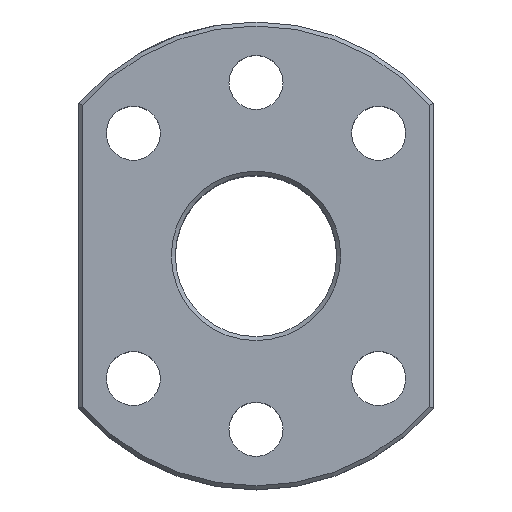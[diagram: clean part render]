
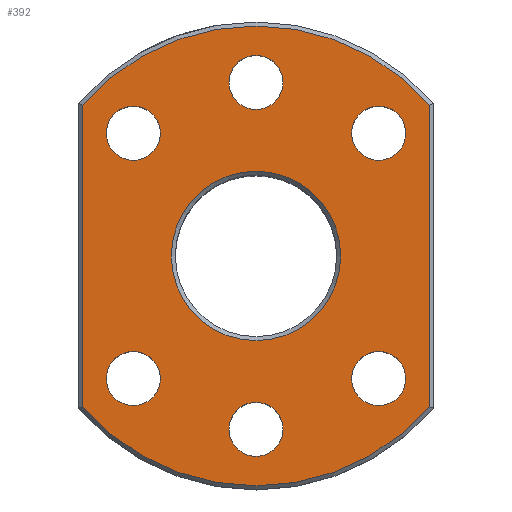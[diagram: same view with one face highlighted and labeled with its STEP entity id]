
A CAD part, top view. The second image highlights one B-rep face of the part: STEP entity #392.
In plain terms, the highlighted planar face has unit normal (0, 0, 1).
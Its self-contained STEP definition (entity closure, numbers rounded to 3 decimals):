
#136=PLANE('',#3535);
#392=ADVANCED_FACE('',(#940,#941,#942,#943,#944,#945,#946,#947),#136,.T.);
#940=FACE_BOUND('',#1017,.T.);
#941=FACE_BOUND('',#1018,.T.);
#942=FACE_BOUND('',#1019,.T.);
#943=FACE_BOUND('',#1020,.T.);
#944=FACE_BOUND('',#1021,.T.);
#945=FACE_BOUND('',#1022,.T.);
#946=FACE_BOUND('',#1023,.T.);
#947=FACE_BOUND('',#1024,.T.);
#1017=EDGE_LOOP('',(#1429));
#1018=EDGE_LOOP('',(#1430,#1431,#1432,#1433));
#1019=EDGE_LOOP('',(#1434));
#1020=EDGE_LOOP('',(#1435));
#1021=EDGE_LOOP('',(#1436));
#1022=EDGE_LOOP('',(#1437));
#1023=EDGE_LOOP('',(#1438));
#1024=EDGE_LOOP('',(#1439));
#1255=CIRCLE('',#3514,3.35);
#1257=CIRCLE('',#3517,3.35);
#1259=CIRCLE('',#3520,3.35);
#1261=CIRCLE('',#3523,3.35);
#1263=CIRCLE('',#3526,3.35);
#1265=CIRCLE('',#3529,3.35);
#1267=CIRCLE('',#3532,10.5);
#1268=CIRCLE('',#3533,28.5);
#1269=CIRCLE('',#3534,28.5);
#1429=ORIENTED_EDGE('',*,*,#2701,.T.);
#1430=ORIENTED_EDGE('',*,*,#2702,.T.);
#1431=ORIENTED_EDGE('',*,*,#2703,.T.);
#1432=ORIENTED_EDGE('',*,*,#2704,.T.);
#1433=ORIENTED_EDGE('',*,*,#2705,.T.);
#1434=ORIENTED_EDGE('',*,*,#2697,.T.);
#1435=ORIENTED_EDGE('',*,*,#2695,.F.);
#1436=ORIENTED_EDGE('',*,*,#2693,.T.);
#1437=ORIENTED_EDGE('',*,*,#2691,.F.);
#1438=ORIENTED_EDGE('',*,*,#2689,.T.);
#1439=ORIENTED_EDGE('',*,*,#2699,.F.);
#2361=VERTEX_POINT('',#5293);
#2363=VERTEX_POINT('',#5298);
#2365=VERTEX_POINT('',#5303);
#2367=VERTEX_POINT('',#5308);
#2369=VERTEX_POINT('',#5313);
#2371=VERTEX_POINT('',#5318);
#2373=VERTEX_POINT('',#5323);
#2374=VERTEX_POINT('',#5325);
#2375=VERTEX_POINT('',#5326);
#2376=VERTEX_POINT('',#5328);
#2377=VERTEX_POINT('',#5330);
#2689=EDGE_CURVE('',#2361,#2361,#1255,.T.);
#2691=EDGE_CURVE('',#2363,#2363,#1257,.T.);
#2693=EDGE_CURVE('',#2365,#2365,#1259,.T.);
#2695=EDGE_CURVE('',#2367,#2367,#1261,.T.);
#2697=EDGE_CURVE('',#2369,#2369,#1263,.T.);
#2699=EDGE_CURVE('',#2371,#2371,#1265,.T.);
#2701=EDGE_CURVE('',#2373,#2373,#1267,.T.);
#2702=EDGE_CURVE('',#2374,#2375,#3063,.T.);
#2703=EDGE_CURVE('',#2375,#2376,#1268,.T.);
#2704=EDGE_CURVE('',#2376,#2377,#3064,.T.);
#2705=EDGE_CURVE('',#2377,#2374,#1269,.T.);
#3063=LINE('',#5324,#3240);
#3064=LINE('',#5329,#3241);
#3240=VECTOR('',#3802,1.);
#3241=VECTOR('',#3805,1.);
#3514=AXIS2_PLACEMENT_3D('',#5292,#3764,#3765);
#3517=AXIS2_PLACEMENT_3D('',#5297,#3770,#3771);
#3520=AXIS2_PLACEMENT_3D('',#5302,#3776,#3777);
#3523=AXIS2_PLACEMENT_3D('',#5307,#3782,#3783);
#3526=AXIS2_PLACEMENT_3D('',#5312,#3788,#3789);
#3529=AXIS2_PLACEMENT_3D('',#5317,#3794,#3795);
#3532=AXIS2_PLACEMENT_3D('',#5322,#3800,#3801);
#3533=AXIS2_PLACEMENT_3D('',#5327,#3803,#3804);
#3534=AXIS2_PLACEMENT_3D('',#5331,#3806,#3807);
#3535=AXIS2_PLACEMENT_3D('',#5332,#3808,#3809);
#3764=DIRECTION('',(0.,0.,-1.));
#3765=DIRECTION('',(1.,0.,0.));
#3770=DIRECTION('',(0.,0.,1.));
#3771=DIRECTION('',(-1.,0.,0.));
#3776=DIRECTION('',(0.,0.,-1.));
#3777=DIRECTION('',(-1.,0.,0.));
#3782=DIRECTION('',(0.,0.,1.));
#3783=DIRECTION('',(1.,0.,0.));
#3788=DIRECTION('',(0.,0.,-1.));
#3789=DIRECTION('',(1.,0.,0.));
#3794=DIRECTION('',(0.,0.,1.));
#3795=DIRECTION('',(1.,0.,0.));
#3800=DIRECTION('',(0.,0.,-1.));
#3801=DIRECTION('',(1.,0.,0.));
#3802=DIRECTION('',(0.,-1.,0.));
#3803=DIRECTION('',(0.,0.,1.));
#3804=DIRECTION('',(1.,0.,0.));
#3805=DIRECTION('',(0.,1.,0.));
#3806=DIRECTION('',(0.,0.,1.));
#3807=DIRECTION('',(1.,0.,0.));
#3808=DIRECTION('',(0.,0.,1.));
#3809=DIRECTION('',(1.,0.,0.));
#5292=CARTESIAN_POINT('',(0.,-21.5,0.));
#5293=CARTESIAN_POINT('',(3.35,-21.5,0.));
#5297=CARTESIAN_POINT('',(-15.203,-15.203,0.));
#5298=CARTESIAN_POINT('',(-18.553,-15.203,0.));
#5302=CARTESIAN_POINT('',(-15.203,15.203,0.));
#5303=CARTESIAN_POINT('',(-18.553,15.203,0.));
#5307=CARTESIAN_POINT('',(0.,21.5,0.));
#5308=CARTESIAN_POINT('',(3.35,21.5,0.));
#5312=CARTESIAN_POINT('',(15.203,-15.203,0.));
#5313=CARTESIAN_POINT('',(18.553,-15.203,0.));
#5317=CARTESIAN_POINT('',(15.203,15.203,0.));
#5318=CARTESIAN_POINT('',(18.553,15.203,0.));
#5322=CARTESIAN_POINT('',(0.,0.,0.));
#5323=CARTESIAN_POINT('',(10.5,0.,0.));
#5324=CARTESIAN_POINT('',(-21.5,-18.894,0.));
#5325=CARTESIAN_POINT('',(-21.5,18.708,0.));
#5326=CARTESIAN_POINT('',(-21.5,-18.708,0.));
#5327=CARTESIAN_POINT('',(0.,0.,0.));
#5328=CARTESIAN_POINT('',(21.5,-18.708,0.));
#5329=CARTESIAN_POINT('',(21.5,18.894,0.));
#5330=CARTESIAN_POINT('',(21.5,18.708,0.));
#5331=CARTESIAN_POINT('',(0.,0.,0.));
#5332=CARTESIAN_POINT('',(0.,0.,0.));
